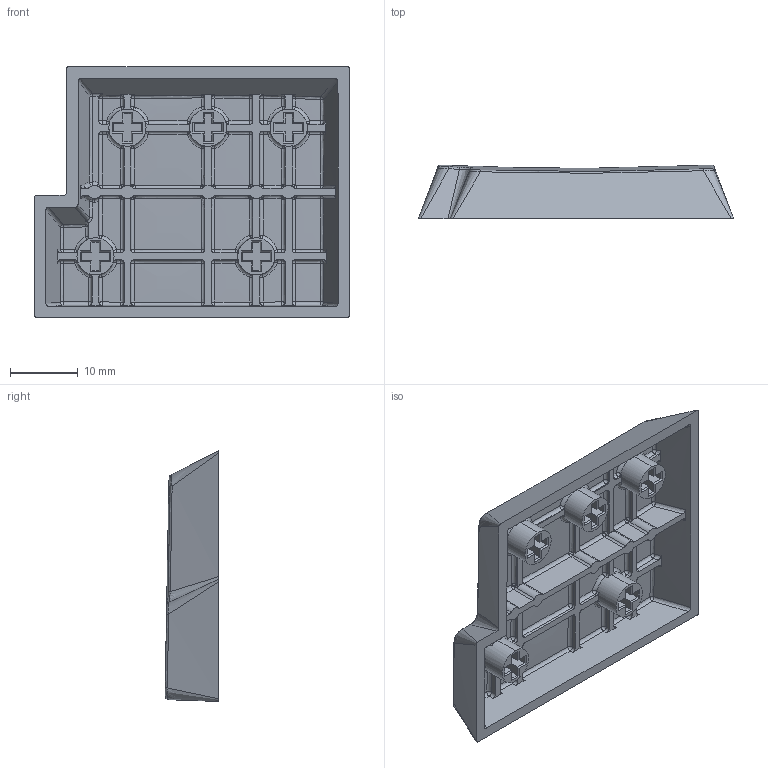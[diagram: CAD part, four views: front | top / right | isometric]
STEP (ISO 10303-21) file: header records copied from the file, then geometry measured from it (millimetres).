
FILE_DESCRIPTION (( 'STEP AP214' ), '1' );
FILE_NAME ('Cursed_ISO.STEP', '2023-01-18T20:08:56', ( '' ), ( '' ), 'SwSTEP 2.0', 'SolidWorks 2019', '' );
FILE_SCHEMA (( 'AUTOMOTIVE_DESIGN' ));
Length unit declared in the file: millimetre
Products named in the file (1): Cursed_ISO
Bounding box: 46.67 x 7.95 x 37.15 mm (x, y, z)
Volume: 4724.4 mm3; surface area: 5929.4 mm2
Topology: 1 solids, 1 shells, 690 faces, 1670 edges, 956 vertices
Faces by surface type: plane 222, bspline 198, cylinder 139, sphere 127, torus 4
Entity records: 22775 total; most frequent: CARTESIAN_POINT 8603, ORIENTED_EDGE 3180, DIRECTION 2661, EDGE_CURVE 1590, AXIS2_PLACEMENT_3D 1042, VERTEX_POINT 908, EDGE_LOOP 696, FACE_OUTER_BOUND 690
